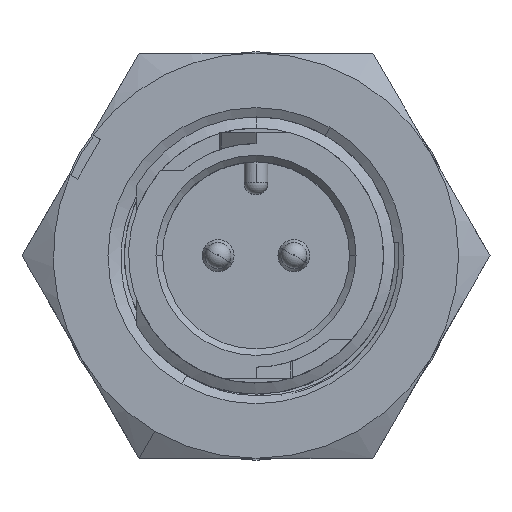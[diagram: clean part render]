
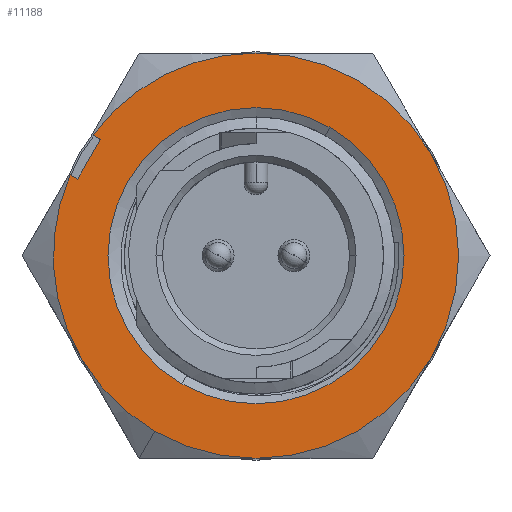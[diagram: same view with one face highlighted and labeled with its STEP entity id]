
A CAD part, top view. The second image highlights one B-rep face of the part: STEP entity #11188.
In plain terms, the highlighted planar face has unit normal (0, 0, 1).
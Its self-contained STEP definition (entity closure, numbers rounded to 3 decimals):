
#63 = EDGE_CURVE ( 'NONE', #1292, #12870, #8769, .T. ) ;
#121 = DIRECTION ( 'NONE',  ( 0., 0., -1. ) ) ;
#128 = CIRCLE ( 'NONE', #1865, 7.874 ) ;
#357 = DIRECTION ( 'NONE',  ( -0.5, -0.866, 0. ) ) ;
#412 = CARTESIAN_POINT ( 'NONE',  ( -6.045, 4.516, 10.236 ) ) ;
#435 = CARTESIAN_POINT ( 'NONE',  ( -2.877, -4.982, 10.236 ) ) ;
#516 = EDGE_LOOP ( 'NONE', ( #8325, #2407, #9595, #988, #12099, #4473, #12633, #10991, #5875, #5216 ) ) ;
#531 = VERTEX_POINT ( 'NONE', #12317 ) ;
#588 = LINE ( 'NONE', #10689, #1609 ) ;
#988 = ORIENTED_EDGE ( 'NONE', *, *, #10552, .F. ) ;
#1234 = CARTESIAN_POINT ( 'NONE',  ( 13.638, -7.874, 10.236 ) ) ;
#1292 = VERTEX_POINT ( 'NONE', #12728 ) ;
#1381 = CARTESIAN_POINT ( 'NONE',  ( 0., -7.874, 10.236 ) ) ;
#1533 = DIRECTION ( 'NONE',  ( 0., 0., -1. ) ) ;
#1609 = VECTOR ( 'NONE', #5593, 1000. ) ;
#1661 = AXIS2_PLACEMENT_3D ( 'NONE', #8139, #3078, #12224 ) ;
#1865 = AXIS2_PLACEMENT_3D ( 'NONE', #2910, #121, #7022 ) ;
#2078 = VERTEX_POINT ( 'NONE', #4704 ) ;
#2179 = FACE_BOUND ( 'NONE', #7836, .T. ) ;
#2286 = AXIS2_PLACEMENT_3D ( 'NONE', #12166, #10227, #6129 ) ;
#2406 = ORIENTED_EDGE ( 'NONE', *, *, #7248, .T. ) ;
#2407 = ORIENTED_EDGE ( 'NONE', *, *, #5292, .F. ) ;
#2519 = CIRCLE ( 'NONE', #5976, 7.874 ) ;
#2882 = AXIS2_PLACEMENT_3D ( 'NONE', #8570, #11710, #7684 ) ;
#2910 = CARTESIAN_POINT ( 'NONE',  ( 0., 0., 10.236 ) ) ;
#3047 = CIRCLE ( 'NONE', #12075, 7.874 ) ;
#3078 = DIRECTION ( 'NONE',  ( 0., 0., -1. ) ) ;
#3335 = VERTEX_POINT ( 'NONE', #11598 ) ;
#3591 = VERTEX_POINT ( 'NONE', #3726 ) ;
#3646 = CARTESIAN_POINT ( 'NONE',  ( 6.819, 3.937, 10.236 ) ) ;
#3726 = CARTESIAN_POINT ( 'NONE',  ( 0., 7.874, 10.236 ) ) ;
#4090 = FACE_OUTER_BOUND ( 'NONE', #516, .T. ) ;
#4439 = LINE ( 'NONE', #11435, #12562 ) ;
#4473 = ORIENTED_EDGE ( 'NONE', *, *, #9871, .F. ) ;
#4489 = VERTEX_POINT ( 'NONE', #1381 ) ;
#4677 = CIRCLE ( 'NONE', #1661, 5.753 ) ;
#4704 = CARTESIAN_POINT ( 'NONE',  ( -3.937, -6.819, 10.236 ) ) ;
#5176 = DIRECTION ( 'NONE',  ( 0., -1., 0. ) ) ;
#5216 = ORIENTED_EDGE ( 'NONE', *, *, #11671, .F. ) ;
#5292 = EDGE_CURVE ( 'NONE', #12060, #531, #588, .T. ) ;
#5338 = AXIS2_PLACEMENT_3D ( 'NONE', #12583, #9437, #10319 ) ;
#5366 = PLANE ( 'NONE',  #8228 ) ;
#5593 = DIRECTION ( 'NONE',  ( -0.866, 0.5, 0. ) ) ;
#5666 = CARTESIAN_POINT ( 'NONE',  ( 0., 0., 10.236 ) ) ;
#5875 = ORIENTED_EDGE ( 'NONE', *, *, #7173, .F. ) ;
#5957 = EDGE_CURVE ( 'NONE', #3335, #4489, #128, .T. ) ;
#5976 = AXIS2_PLACEMENT_3D ( 'NONE', #13167, #9146, #11086 ) ;
#6129 = DIRECTION ( 'NONE',  ( -0.5, -0.866, 0. ) ) ;
#6322 = CIRCLE ( 'NONE', #2882, 7.874 ) ;
#6471 = DIRECTION ( 'NONE',  ( -0.5, -0.866, 0. ) ) ;
#6617 = AXIS2_PLACEMENT_3D ( 'NONE', #7712, #12749, #357 ) ;
#7022 = DIRECTION ( 'NONE',  ( -0.5, -0.866, 0. ) ) ;
#7105 = VECTOR ( 'NONE', #10859, 1000. ) ;
#7173 = EDGE_CURVE ( 'NONE', #9995, #3335, #2519, .T. ) ;
#7235 = CARTESIAN_POINT ( 'NONE',  ( 0., 0., 10.236 ) ) ;
#7248 = EDGE_CURVE ( 'NONE', #12870, #1292, #4677, .T. ) ;
#7272 = CIRCLE ( 'NONE', #5338, 7.874 ) ;
#7684 = DIRECTION ( 'NONE',  ( -0.5, -0.866, 0. ) ) ;
#7696 = CARTESIAN_POINT ( 'NONE',  ( -6.819, -3.937, 10.236 ) ) ;
#7712 = CARTESIAN_POINT ( 'NONE',  ( 0., 0., 10.236 ) ) ;
#7764 = EDGE_CURVE ( 'NONE', #13300, #10408, #7272, .T. ) ;
#7836 = EDGE_LOOP ( 'NONE', ( #12607, #2406 ) ) ;
#8139 = CARTESIAN_POINT ( 'NONE',  ( 0., 0., 10.236 ) ) ;
#8228 = AXIS2_PLACEMENT_3D ( 'NONE', #1234, #9270, #5176 ) ;
#8325 = ORIENTED_EDGE ( 'NONE', *, *, #13106, .F. ) ;
#8570 = CARTESIAN_POINT ( 'NONE',  ( 0., 0., 10.236 ) ) ;
#8769 = CIRCLE ( 'NONE', #6617, 5.753 ) ;
#9146 = DIRECTION ( 'NONE',  ( 0., 0., -1. ) ) ;
#9153 = EDGE_CURVE ( 'NONE', #4489, #2078, #13253, .T. ) ;
#9270 = DIRECTION ( 'NONE',  ( 0., 0., -1. ) ) ;
#9295 = CARTESIAN_POINT ( 'NONE',  ( -7.22, 3.142, 10.236 ) ) ;
#9297 = AXIS2_PLACEMENT_3D ( 'NONE', #7235, #9325, #10396 ) ;
#9325 = DIRECTION ( 'NONE',  ( 0., 0., -1. ) ) ;
#9437 = DIRECTION ( 'NONE',  ( 0., 0., -1. ) ) ;
#9591 = CARTESIAN_POINT ( 'NONE',  ( -6.934, 2.977, 10.236 ) ) ;
#9595 = ORIENTED_EDGE ( 'NONE', *, *, #11369, .F. ) ;
#9871 = EDGE_CURVE ( 'NONE', #2078, #13300, #6322, .T. ) ;
#9937 = CIRCLE ( 'NONE', #9297, 7.874 ) ;
#9995 = VERTEX_POINT ( 'NONE', #3646 ) ;
#10227 = DIRECTION ( 'NONE',  ( 0., 0., -1. ) ) ;
#10319 = DIRECTION ( 'NONE',  ( -0.5, -0.866, 0. ) ) ;
#10396 = DIRECTION ( 'NONE',  ( -0.5, -0.866, 0. ) ) ;
#10408 = VERTEX_POINT ( 'NONE', #9295 ) ;
#10552 = EDGE_CURVE ( 'NONE', #10408, #10787, #4439, .T. ) ;
#10689 = CARTESIAN_POINT ( 'NONE',  ( -7.296, 5.239, 10.236 ) ) ;
#10787 = VERTEX_POINT ( 'NONE', #12151 ) ;
#10859 = DIRECTION ( 'NONE',  ( 0.5, 0.866, 0. ) ) ;
#10991 = ORIENTED_EDGE ( 'NONE', *, *, #5957, .F. ) ;
#11086 = DIRECTION ( 'NONE',  ( -0.5, -0.866, 0. ) ) ;
#11188 = ADVANCED_FACE ( 'NONE', ( #2179, #4090 ), #5366, .F. ) ;
#11369 = EDGE_CURVE ( 'NONE', #10787, #12060, #12809, .T. ) ;
#11435 = CARTESIAN_POINT ( 'NONE',  ( -8.185, 3.699, 10.236 ) ) ;
#11598 = CARTESIAN_POINT ( 'NONE',  ( 6.819, -3.937, 10.236 ) ) ;
#11671 = EDGE_CURVE ( 'NONE', #3591, #9995, #3047, .T. ) ;
#11710 = DIRECTION ( 'NONE',  ( 0., 0., -1. ) ) ;
#12060 = VERTEX_POINT ( 'NONE', #412 ) ;
#12075 = AXIS2_PLACEMENT_3D ( 'NONE', #5666, #1533, #6471 ) ;
#12099 = ORIENTED_EDGE ( 'NONE', *, *, #7764, .F. ) ;
#12151 = CARTESIAN_POINT ( 'NONE',  ( -6.934, 2.977, 10.236 ) ) ;
#12166 = CARTESIAN_POINT ( 'NONE',  ( 0., 0., 10.236 ) ) ;
#12224 = DIRECTION ( 'NONE',  ( -0.5, -0.866, 0. ) ) ;
#12317 = CARTESIAN_POINT ( 'NONE',  ( -6.331, 4.682, 10.236 ) ) ;
#12508 = DIRECTION ( 'NONE',  ( 0.866, -0.5, 0. ) ) ;
#12562 = VECTOR ( 'NONE', #12508, 1000. ) ;
#12583 = CARTESIAN_POINT ( 'NONE',  ( 0., 0., 10.236 ) ) ;
#12607 = ORIENTED_EDGE ( 'NONE', *, *, #63, .T. ) ;
#12633 = ORIENTED_EDGE ( 'NONE', *, *, #9153, .F. ) ;
#12728 = CARTESIAN_POINT ( 'NONE',  ( 2.877, 4.982, 10.236 ) ) ;
#12749 = DIRECTION ( 'NONE',  ( 0., 0., -1. ) ) ;
#12809 = LINE ( 'NONE', #9591, #7105 ) ;
#12870 = VERTEX_POINT ( 'NONE', #435 ) ;
#13106 = EDGE_CURVE ( 'NONE', #531, #3591, #9937, .T. ) ;
#13167 = CARTESIAN_POINT ( 'NONE',  ( 0., 0., 10.236 ) ) ;
#13253 = CIRCLE ( 'NONE', #2286, 7.874 ) ;
#13300 = VERTEX_POINT ( 'NONE', #7696 ) ;
